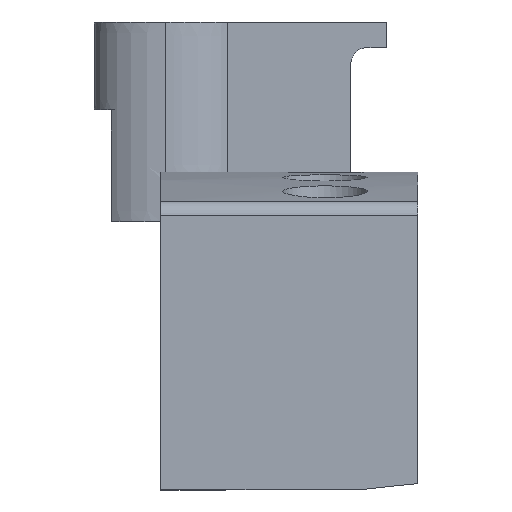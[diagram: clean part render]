
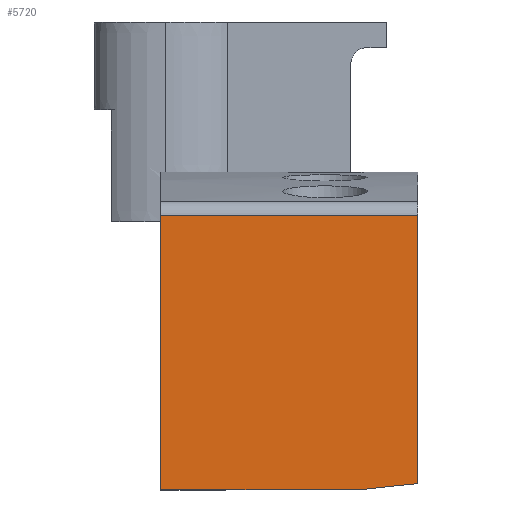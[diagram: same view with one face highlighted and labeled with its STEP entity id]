
A CAD part, left-side view. The second image highlights one B-rep face of the part: STEP entity #5720.
In plain terms, the highlighted planar face has unit normal (-1, 0, 0).
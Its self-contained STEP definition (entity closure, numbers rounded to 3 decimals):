
#2=DIRECTION('',(0.,0.,1.));
#3=VECTOR('',#2,17.194);
#4=CARTESIAN_POINT('',(0.,16.1,0.));
#5=LINE('',#4,#3);
#6=DIRECTION('',(0.,0.,-1.));
#7=VECTOR('',#6,16.794);
#8=CARTESIAN_POINT('',(0.,0.,17.194));
#9=LINE('',#8,#7);
#10=CARTESIAN_POINT('',(0.,-39.973,-397.598));
#11=DIRECTION('',(-1.,0.,0.));
#12=DIRECTION('',(0.,0.1,0.995));
#13=AXIS2_PLACEMENT_3D('',#10,#11,#12);
#15=DIRECTION('',(0.,1.,0.));
#16=VECTOR('',#15,12.3);
#17=CARTESIAN_POINT('',(0.,3.8,0.));
#18=LINE('',#17,#16);
#1559=DIRECTION('',(0.,1.,0.));
#1560=VECTOR('',#1559,16.1);
#1561=CARTESIAN_POINT('',(0.,0.,17.194));
#1562=LINE('',#1561,#1560);
#4393=CARTESIAN_POINT('',(0.,16.1,0.));
#4394=CARTESIAN_POINT('',(0.,16.1,17.194));
#4395=VERTEX_POINT('',#4393);
#4396=VERTEX_POINT('',#4394);
#4397=CARTESIAN_POINT('',(0.,0.,17.194));
#4398=VERTEX_POINT('',#4397);
#4399=CARTESIAN_POINT('',(0.,0.,0.4));
#4400=VERTEX_POINT('',#4399);
#4401=CARTESIAN_POINT('',(0.,3.8,0.));
#4402=VERTEX_POINT('',#4401);
#5703=CARTESIAN_POINT('',(0.,0.,0.8));
#5704=DIRECTION('',(-1.,0.,0.));
#5705=DIRECTION('',(0.,0.,1.));
#5706=AXIS2_PLACEMENT_3D('',#5703,#5704,#5705);
#5707=PLANE('',#5706);
#5709=ORIENTED_EDGE('',*,*,#5708,.T.);
#5711=ORIENTED_EDGE('',*,*,#5710,.F.);
#5713=ORIENTED_EDGE('',*,*,#5712,.T.);
#5715=ORIENTED_EDGE('',*,*,#5714,.T.);
#5717=ORIENTED_EDGE('',*,*,#5716,.T.);
#5718=EDGE_LOOP('',(#5709,#5711,#5713,#5715,#5717));
#5719=FACE_OUTER_BOUND('',#5718,.F.);
#14=CIRCLE('',#13,400.);
#5708=EDGE_CURVE('',#4395,#4396,#5,.T.);
#5710=EDGE_CURVE('',#4398,#4396,#1562,.T.);
#5712=EDGE_CURVE('',#4398,#4400,#9,.T.);
#5714=EDGE_CURVE('',#4400,#4402,#14,.T.);
#5716=EDGE_CURVE('',#4402,#4395,#18,.T.);
#5720=ADVANCED_FACE('',(#5719),#5707,.T.);
